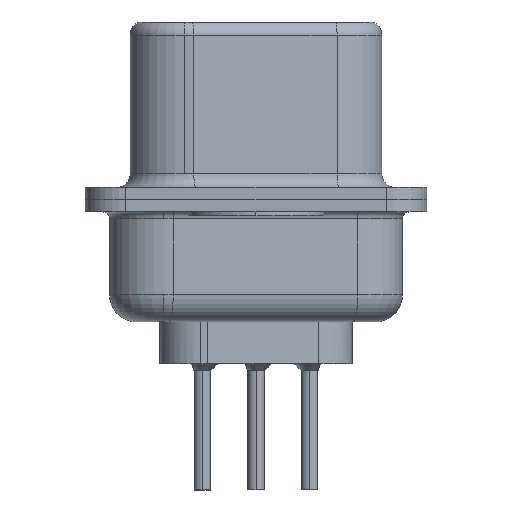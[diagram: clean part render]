
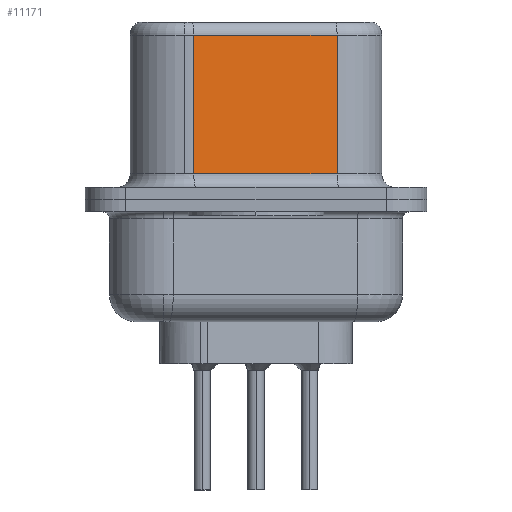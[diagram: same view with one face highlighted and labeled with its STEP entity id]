
A CAD part, left-side view. The second image highlights one B-rep face of the part: STEP entity #11171.
In plain terms, the highlighted planar face has unit normal (-0.985, -0.174, 0).
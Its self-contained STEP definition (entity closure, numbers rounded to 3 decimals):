
#1525 = CARTESIAN_POINT ( 'NONE',  ( 4.546, -2.987, 6.07 ) ) ;
#1689 = EDGE_CURVE ( 'NONE', #14081, #19765, #18657, .T. ) ;
#1856 = DIRECTION ( 'NONE',  ( 0., 0., -1. ) ) ;
#2419 = CARTESIAN_POINT ( 'NONE',  ( 4.546, -2.987, 6.07 ) ) ;
#2861 = VERTEX_POINT ( 'NONE', #12991 ) ;
#3212 = DIRECTION ( 'NONE',  ( 0., 0., -1. ) ) ;
#3837 = ORIENTED_EDGE ( 'NONE', *, *, #1689, .F. ) ;
#4090 = DIRECTION ( 'NONE',  ( -0.174, 0.985, 0. ) ) ;
#4537 = DIRECTION ( 'NONE',  ( 0.985, 0.174, 0. ) ) ;
#5130 = LINE ( 'NONE', #2419, #9047 ) ;
#5979 = ORIENTED_EDGE ( 'NONE', *, *, #12418, .T. ) ;
#7660 = CARTESIAN_POINT ( 'NONE',  ( 4.546, -2.987, 0.95 ) ) ;
#8344 = AXIS2_PLACEMENT_3D ( 'NONE', #17808, #4537, #16205 ) ;
#9047 = VECTOR ( 'NONE', #4090, 1000. ) ;
#9269 = VECTOR ( 'NONE', #1856, 1000. ) ;
#9430 = LINE ( 'NONE', #19406, #17772 ) ;
#11171 = ADVANCED_FACE ( 'NONE', ( #12032 ), #21143, .F. ) ;
#11869 = CARTESIAN_POINT ( 'NONE',  ( 4.546, -2.987, 6.57 ) ) ;
#12032 = FACE_OUTER_BOUND ( 'NONE', #20712, .T. ) ;
#12418 = EDGE_CURVE ( 'NONE', #18974, #2861, #13801, .T. ) ;
#12991 = CARTESIAN_POINT ( 'NONE',  ( 3.615, 2.293, 0.95 ) ) ;
#13239 = EDGE_CURVE ( 'NONE', #14081, #18974, #5130, .T. ) ;
#13801 = LINE ( 'NONE', #18220, #18201 ) ;
#14081 = VERTEX_POINT ( 'NONE', #1525 ) ;
#16205 = DIRECTION ( 'NONE',  ( -0.174, 0.985, 0. ) ) ;
#16430 = ORIENTED_EDGE ( 'NONE', *, *, #19218, .T. ) ;
#17087 = CARTESIAN_POINT ( 'NONE',  ( 3.615, 2.293, 6.07 ) ) ;
#17772 = VECTOR ( 'NONE', #21037, 1000. ) ;
#17808 = CARTESIAN_POINT ( 'NONE',  ( 4.546, -2.987, 6.57 ) ) ;
#18201 = VECTOR ( 'NONE', #3212, 1000. ) ;
#18220 = CARTESIAN_POINT ( 'NONE',  ( 3.615, 2.293, 6.57 ) ) ;
#18657 = LINE ( 'NONE', #11869, #9269 ) ;
#18974 = VERTEX_POINT ( 'NONE', #17087 ) ;
#19218 = EDGE_CURVE ( 'NONE', #2861, #19765, #9430, .T. ) ;
#19406 = CARTESIAN_POINT ( 'NONE',  ( 4.546, -2.987, 0.95 ) ) ;
#19765 = VERTEX_POINT ( 'NONE', #7660 ) ;
#19975 = ORIENTED_EDGE ( 'NONE', *, *, #13239, .T. ) ;
#20712 = EDGE_LOOP ( 'NONE', ( #3837, #19975, #5979, #16430 ) ) ;
#21037 = DIRECTION ( 'NONE',  ( 0.174, -0.985, 0. ) ) ;
#21143 = PLANE ( 'NONE',  #8344 ) ;
